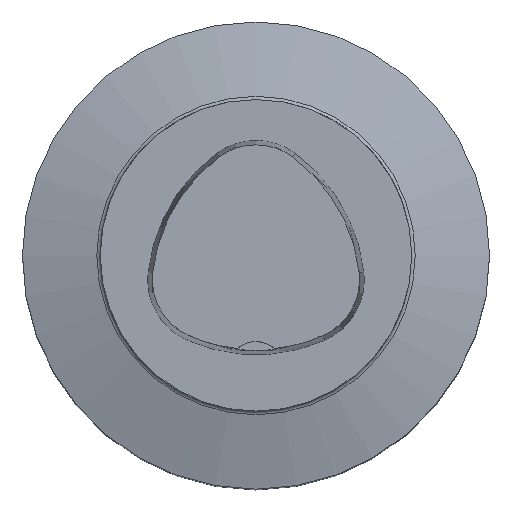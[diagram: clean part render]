
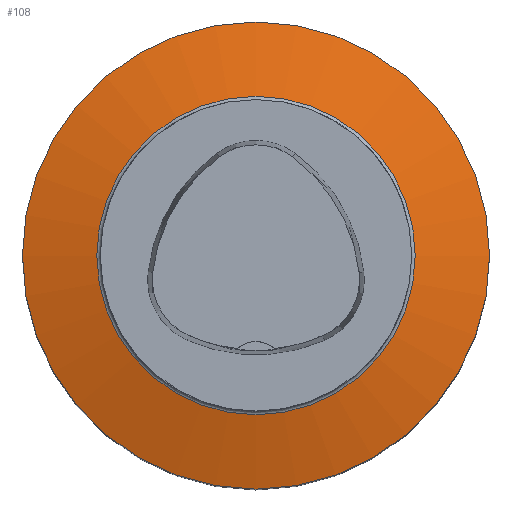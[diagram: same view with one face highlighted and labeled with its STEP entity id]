
A CAD part, top view. The second image highlights one B-rep face of the part: STEP entity #108.
In plain terms, the highlighted conical face has half-angle 75 degrees and reference radius 40 mm.
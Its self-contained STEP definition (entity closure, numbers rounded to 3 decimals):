
#60=CONICAL_SURFACE('',#519,40.,75.);
#108=ADVANCED_FACE('',(#144,#145),#60,.T.);
#132=CIRCLE('',#516,60.);
#133=CIRCLE('',#518,40.889);
#144=FACE_BOUND('',#180,.T.);
#145=FACE_BOUND('',#181,.T.);
#180=EDGE_LOOP('',(#294));
#181=EDGE_LOOP('',(#295));
#294=ORIENTED_EDGE('',*,*,#387,.T.);
#295=ORIENTED_EDGE('',*,*,#386,.F.);
#333=VERTEX_POINT('',#787);
#334=VERTEX_POINT('',#790);
#386=EDGE_CURVE('',#333,#333,#132,.T.);
#387=EDGE_CURVE('',#334,#334,#133,.T.);
#516=AXIS2_PLACEMENT_3D('',#786,#653,#654);
#518=AXIS2_PLACEMENT_3D('',#789,#657,#658);
#519=AXIS2_PLACEMENT_3D('',#791,#659,#660);
#653=DIRECTION('',(0.,0.,-1.));
#654=DIRECTION('',(0.,-1.,0.));
#657=DIRECTION('',(0.,0.,-1.));
#658=DIRECTION('',(0.,-1.,0.));
#659=DIRECTION('',(0.,0.,-1.));
#660=DIRECTION('',(0.,-1.,0.));
#786=CARTESIAN_POINT('',(0.,0.,-36.259));
#787=CARTESIAN_POINT('',(0.,-60.,-36.259));
#789=CARTESIAN_POINT('',(0.,0.,-31.138));
#790=CARTESIAN_POINT('',(0.,-40.889,-31.138));
#791=CARTESIAN_POINT('',(0.,0.,-30.9));
